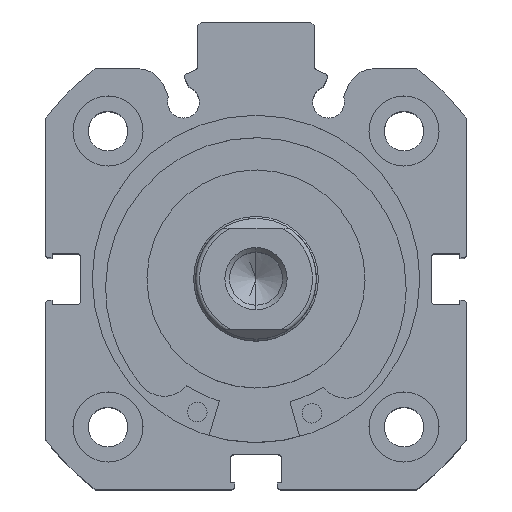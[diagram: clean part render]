
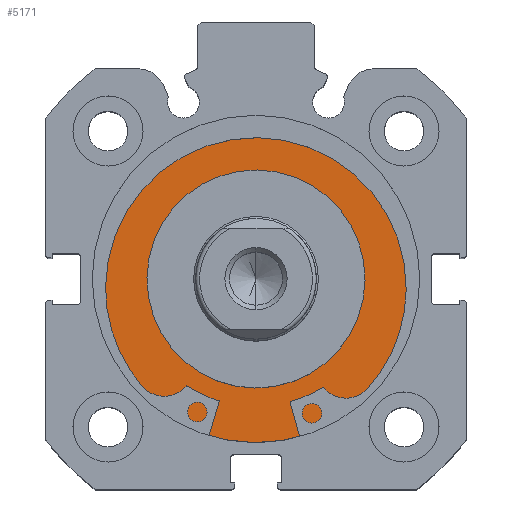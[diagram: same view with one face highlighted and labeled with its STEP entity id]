
A CAD part, top view. The second image highlights one B-rep face of the part: STEP entity #5171.
In plain terms, the highlighted face is planar.
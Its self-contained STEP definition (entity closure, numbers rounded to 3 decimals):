
#589 = CARTESIAN_POINT ( 'NONE',  ( 3.5, 0., 21. ) ) ;
#609 = CARTESIAN_POINT ( 'NONE',  ( 3.5, 0., 14. ) ) ;
#617 = CARTESIAN_POINT ( 'NONE',  ( 3.5, 0., -14. ) ) ;
#634 = CARTESIAN_POINT ( 'NONE',  ( 3.5, 0., -21. ) ) ;
#1067 = EDGE_CURVE ( 'NONE', #1374, #1333, #2890, .T. ) ;
#1073 = EDGE_CURVE ( 'NONE', #1355, #1348, #2899, .T. ) ;
#1081 = EDGE_CURVE ( 'NONE', #1348, #1355, #2909, .T. ) ;
#1082 = EDGE_CURVE ( 'NONE', #1333, #1374, #2910, .T. ) ;
#1333 = VERTEX_POINT ( 'NONE', #634 ) ;
#1348 = VERTEX_POINT ( 'NONE', #617 ) ;
#1355 = VERTEX_POINT ( 'NONE', #609 ) ;
#1374 = VERTEX_POINT ( 'NONE', #589 ) ;
#1879 = ORIENTED_EDGE ( 'NONE', *, *, #1082, .T. ) ;
#1880 = ORIENTED_EDGE ( 'NONE', *, *, #1067, .T. ) ;
#1881 = ORIENTED_EDGE ( 'NONE', *, *, #1081, .F. ) ;
#1882 = ORIENTED_EDGE ( 'NONE', *, *, #1073, .F. ) ;
#2156 = EDGE_LOOP ( 'NONE', ( #1882, #1881 ) ) ;
#2157 = EDGE_LOOP ( 'NONE', ( #1880, #1879 ) ) ;
#2890 = CIRCLE ( 'NONE', #3265, 21. ) ;
#2899 = CIRCLE ( 'NONE', #3267, 14. ) ;
#2909 = CIRCLE ( 'NONE', #3274, 14. ) ;
#2910 = CIRCLE ( 'NONE', #3275, 21. ) ;
#3265 = AXIS2_PLACEMENT_3D ( 'NONE', #4471, #4470, #4469 ) ;
#3267 = AXIS2_PLACEMENT_3D ( 'NONE', #4453, #4452, #4451 ) ;
#3274 = AXIS2_PLACEMENT_3D ( 'NONE', #4436, #4429, #4428 ) ;
#3275 = AXIS2_PLACEMENT_3D ( 'NONE', #4433, #4426, #4425 ) ;
#3498 = AXIS2_PLACEMENT_3D ( 'NONE', #6621, #6623, #6624 ) ;
#4425 = DIRECTION ( 'NONE',  ( 0., 0., 1. ) ) ;
#4426 = DIRECTION ( 'NONE',  ( -1., 0., 0. ) ) ;
#4428 = DIRECTION ( 'NONE',  ( 0., 0., 1. ) ) ;
#4429 = DIRECTION ( 'NONE',  ( -1., 0., 0. ) ) ;
#4433 = CARTESIAN_POINT ( 'NONE',  ( 3.5, 0., 0. ) ) ;
#4436 = CARTESIAN_POINT ( 'NONE',  ( 3.5, 0., 0. ) ) ;
#4451 = DIRECTION ( 'NONE',  ( 0., 0., 1. ) ) ;
#4452 = DIRECTION ( 'NONE',  ( -1., 0., 0. ) ) ;
#4453 = CARTESIAN_POINT ( 'NONE',  ( 3.5, 0., 0. ) ) ;
#4469 = DIRECTION ( 'NONE',  ( 0., 0., 1. ) ) ;
#4470 = DIRECTION ( 'NONE',  ( -1., 0., 0. ) ) ;
#4471 = CARTESIAN_POINT ( 'NONE',  ( 3.5, 0., 0. ) ) ;
#5171 = ADVANCED_FACE ( 'NONE', ( #5964, #5975 ), #6622, .F. ) ;
#5964 = FACE_BOUND ( 'NONE', #2156, .T. ) ;
#5975 = FACE_OUTER_BOUND ( 'NONE', #2157, .T. ) ;
#6621 = CARTESIAN_POINT ( 'NONE',  ( 3.5, 21., 0. ) ) ;
#6622 = PLANE ( 'NONE',  #3498 ) ;
#6623 = DIRECTION ( 'NONE',  ( 1., 0., 0. ) ) ;
#6624 = DIRECTION ( 'NONE',  ( 0., 0., -1. ) ) ;
